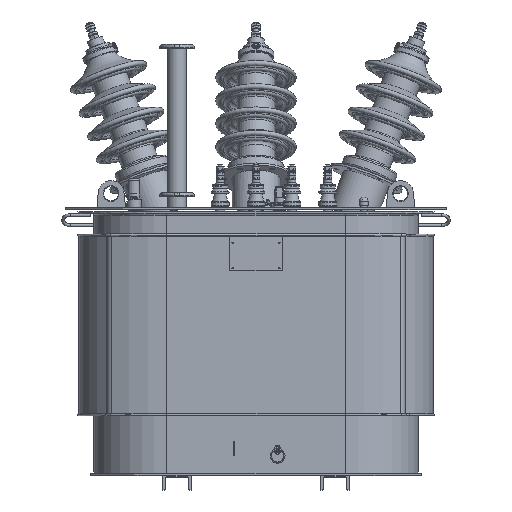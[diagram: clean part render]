
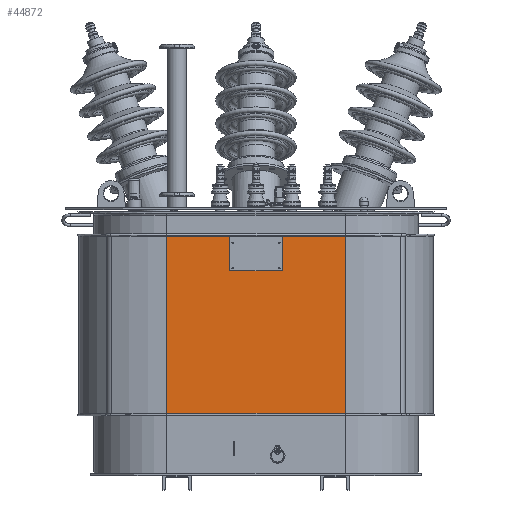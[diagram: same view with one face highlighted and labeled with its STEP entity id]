
A CAD part, top view. The second image highlights one B-rep face of the part: STEP entity #44872.
In plain terms, the highlighted planar face has unit normal (0, 0, -1).
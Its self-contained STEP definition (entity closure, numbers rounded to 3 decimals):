
#4768=LINE('',#82364,#7798);
#4769=LINE('',#82367,#7799);
#4770=LINE('',#82369,#7800);
#4771=LINE('',#82370,#7801);
#7798=VECTOR('',#58705,500.);
#7799=VECTOR('',#58708,498.);
#7800=VECTOR('',#58709,498.);
#7801=VECTOR('',#58710,500.);
#9544=PLANE('',#48515);
#13204=FACE_OUTER_BOUND('',#16865,.T.);
#16865=EDGE_LOOP('',(#39171,#39172,#39173,#39174));
#22178=VERTEX_POINT('',#82360);
#22179=VERTEX_POINT('',#82362);
#22180=VERTEX_POINT('',#82366);
#22181=VERTEX_POINT('',#82368);
#27845=EDGE_CURVE('',#22179,#22178,#4768,.T.);
#27846=EDGE_CURVE('',#22180,#22178,#4769,.T.);
#27847=EDGE_CURVE('',#22181,#22179,#4770,.T.);
#27848=EDGE_CURVE('',#22181,#22180,#4771,.T.);
#39171=ORIENTED_EDGE('',*,*,#27846,.T.);
#39172=ORIENTED_EDGE('',*,*,#27845,.F.);
#39173=ORIENTED_EDGE('',*,*,#27847,.F.);
#39174=ORIENTED_EDGE('',*,*,#27848,.T.);
#44872=ADVANCED_FACE('',(#13204),#9544,.F.);
#48515=AXIS2_PLACEMENT_3D('',#82365,#58706,#58707);
#58705=DIRECTION('',(0.,-1.,0.));
#58706=DIRECTION('center_axis',(0.,0.,
1.));
#58707=DIRECTION('ref_axis',(-1.,0.,0.));
#58708=DIRECTION('',(-1.,0.,0.));
#58709=DIRECTION('',(-1.,0.,0.));
#58710=DIRECTION('',(0.,-1.,0.));
#82360=CARTESIAN_POINT('',(-249.,165.,365.));
#82362=CARTESIAN_POINT('',(-249.,665.,365.));
#82364=CARTESIAN_POINT('',(-249.,665.,365.));
#82365=CARTESIAN_POINT('Origin',(249.,665.,365.));
#82366=CARTESIAN_POINT('',(249.,165.,365.));
#82367=CARTESIAN_POINT('',(124.5,165.,365.));
#82368=CARTESIAN_POINT('',(249.,665.,365.));
#82369=CARTESIAN_POINT('',(249.,665.,365.));
#82370=CARTESIAN_POINT('',(249.,665.,365.));
